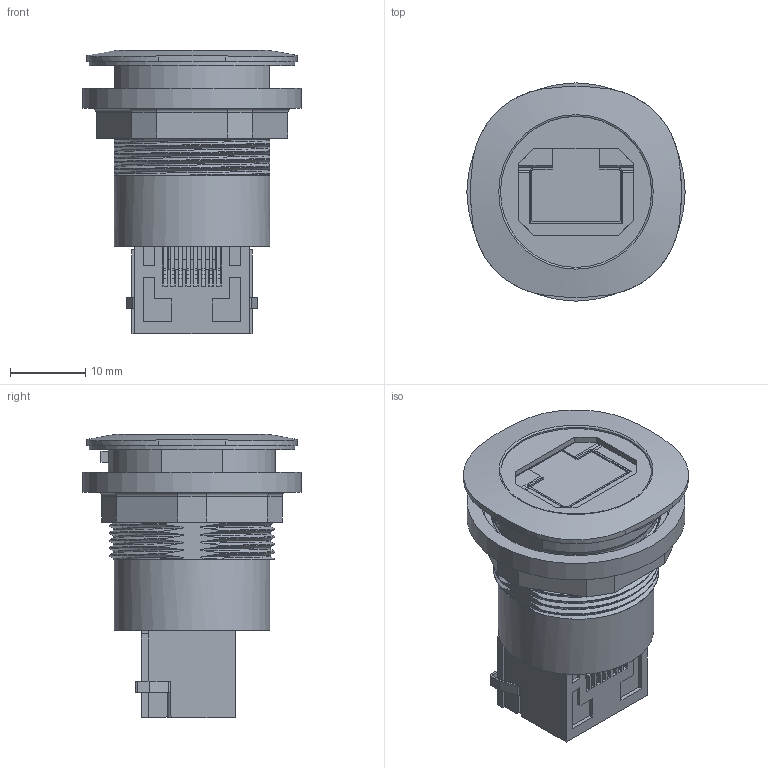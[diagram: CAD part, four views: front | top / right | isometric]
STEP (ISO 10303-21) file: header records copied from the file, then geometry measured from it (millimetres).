
FILE_DESCRIPTION(/* description */ (''),/* implementation_level */ '2;1');
FILE_NAME(/* name */ 'RQJ_RJ45_STB_ipt.stp',/* time_stamp */ '2017-05-03T11:26:18+02:00',/* author */ ('ahoffmann'),/* organization */ (''),/* preprocessor_version */ 'ST-DEVELOPER v16.1',/* originating_system */ 'Autodesk Inventor 2016',/* authorisation */ '');
FILE_SCHEMA (('AUTOMOTIVE_DESIGN { 1 0 10303 214 3 1 1 }'));
Length unit declared in the file: centimetre
Products named in the file (1): RQJ_RJ45_STB_vereinfacht
Bounding box: 29 x 29 x 37.6 mm (x, y, z)
Volume: 11290.8 mm3; surface area: 6684.1 mm2
Topology: 3 solids, 5 shells, 527 faces, 1567 edges, 1031 vertices
Faces by surface type: plane 342, cylinder 112, bspline 67, torus 3, cone 3
Full cylindrical faces by diameter (mm): 20.05 x1, 20.7 x1, 20.917 x1, 22.6 x1, 25.35 x1, 27.4 x1, 29 x1
Entity records: 22597 total; most frequent: CARTESIAN_POINT 8954, ORIENTED_EDGE 3100, DIRECTION 2410, EDGE_CURVE 1550, LINE 1116, VECTOR 1116, VERTEX_POINT 1028, AXIS2_PLACEMENT_3D 647
